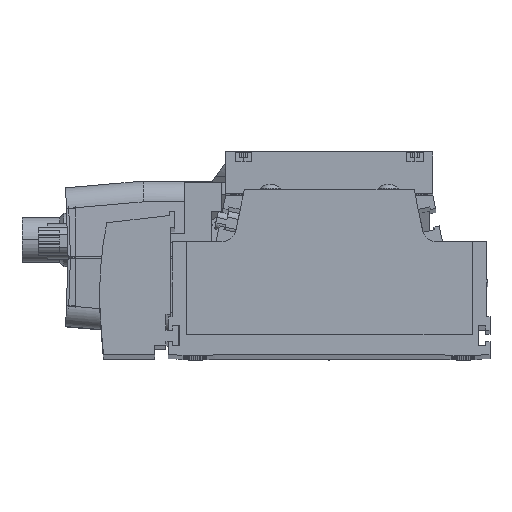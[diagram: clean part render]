
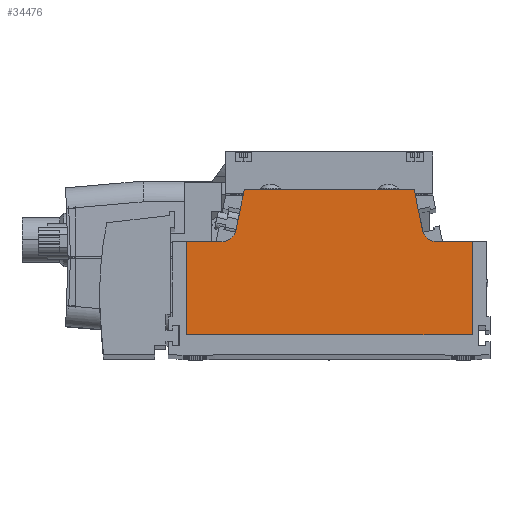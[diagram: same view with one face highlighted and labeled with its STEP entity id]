
A CAD part, top view. The second image highlights one B-rep face of the part: STEP entity #34476.
In plain terms, the highlighted planar face has unit normal (0, 0, 1).
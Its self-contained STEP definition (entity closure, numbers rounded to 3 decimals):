
#1183 = ORIENTED_EDGE ( 'NONE', *, *, #24440, .F. ) ;
#1338 = DIRECTION ( 'NONE',  ( 0., 0., -1. ) ) ;
#1549 = CARTESIAN_POINT ( 'NONE',  ( -40., 3., 722.5 ) ) ;
#1645 = CARTESIAN_POINT ( 'NONE',  ( -23.784, 17.45, 722.5 ) ) ;
#2525 = VERTEX_POINT ( 'NONE', #20241 ) ;
#2834 = DIRECTION ( 'NONE',  ( -1., 0., 0. ) ) ;
#3130 = DIRECTION ( 'NONE',  ( 0., 0., -1. ) ) ;
#3275 = DIRECTION ( 'NONE',  ( -1., 0., 0. ) ) ;
#3943 = DIRECTION ( 'NONE',  ( -1., 0., 0. ) ) ;
#3957 = DIRECTION ( 'NONE',  ( 0.204, 0.979, 0. ) ) ;
#3988 = CARTESIAN_POINT ( 'NONE',  ( 40., -23.13, 722.5 ) ) ;
#4243 = VERTEX_POINT ( 'NONE', #4754 ) ;
#4376 = VECTOR ( 'NONE', #16577, 1000. ) ;
#4754 = CARTESIAN_POINT ( 'NONE',  ( -40., 3., 722.5 ) ) ;
#5414 = EDGE_CURVE ( 'NONE', #16420, #4243, #33900, .T. ) ;
#5616 = CARTESIAN_POINT ( 'NONE',  ( -40., 84.488, 722.5 ) ) ;
#5843 = AXIS2_PLACEMENT_3D ( 'NONE', #27746, #3130, #25045 ) ;
#5857 = LINE ( 'NONE', #25093, #22397 ) ;
#5921 = EDGE_CURVE ( 'NONE', #2525, #6063, #20673, .T. ) ;
#5950 = LINE ( 'NONE', #5616, #4376 ) ;
#6063 = VERTEX_POINT ( 'NONE', #29848 ) ;
#7010 = DIRECTION ( 'NONE',  ( 1., 0., 0. ) ) ;
#8105 = EDGE_LOOP ( 'NONE', ( #1183, #26336, #22941, #18854, #14177, #34825, #19813, #17371, #33704, #12341 ) ) ;
#8953 = VECTOR ( 'NONE', #27679, 1000. ) ;
#10964 = EDGE_CURVE ( 'NONE', #22604, #24716, #22456, .T. ) ;
#11255 = EDGE_CURVE ( 'NONE', #15013, #16420, #15630, .T. ) ;
#11639 = PLANE ( 'NONE',  #31881 ) ;
#12307 = DIRECTION ( 'NONE',  ( -1., 0., 0. ) ) ;
#12341 = ORIENTED_EDGE ( 'NONE', *, *, #30058, .F. ) ;
#12620 = CARTESIAN_POINT ( 'NONE',  ( 40., 3., 722.5 ) ) ;
#13927 = EDGE_CURVE ( 'NONE', #6063, #24716, #17060, .T. ) ;
#13987 = CARTESIAN_POINT ( 'NONE',  ( -40., 84.488, 722.5 ) ) ;
#14177 = ORIENTED_EDGE ( 'NONE', *, *, #5921, .F. ) ;
#14500 = LINE ( 'NONE', #22394, #26205 ) ;
#14904 = LINE ( 'NONE', #31452, #28972 ) ;
#15013 = VERTEX_POINT ( 'NONE', #26667 ) ;
#15440 = EDGE_CURVE ( 'NONE', #15013, #2525, #20471, .T. ) ;
#15556 = DIRECTION ( 'NONE',  ( -1., 0., 0. ) ) ;
#15630 = CIRCLE ( 'NONE', #32846, 4. ) ;
#16420 = VERTEX_POINT ( 'NONE', #25207 ) ;
#16577 = DIRECTION ( 'NONE',  ( 0., -1., 0. ) ) ;
#16911 = DIRECTION ( 'NONE',  ( 0., 0., -1. ) ) ;
#17060 = LINE ( 'NONE', #28205, #8953 ) ;
#17371 = ORIENTED_EDGE ( 'NONE', *, *, #5414, .T. ) ;
#17734 = VECTOR ( 'NONE', #15556, 1000. ) ;
#18476 = CARTESIAN_POINT ( 'NONE',  ( -26.797, 3., 722.5 ) ) ;
#18854 = ORIENTED_EDGE ( 'NONE', *, *, #13927, .F. ) ;
#19373 = FACE_OUTER_BOUND ( 'NONE', #8105, .T. ) ;
#19694 = DIRECTION ( 'NONE',  ( 0., -1., 0. ) ) ;
#19813 = ORIENTED_EDGE ( 'NONE', *, *, #11255, .T. ) ;
#20241 = CARTESIAN_POINT ( 'NONE',  ( -23.784, 17.45, 722.5 ) ) ;
#20471 = LINE ( 'NONE', #18476, #23347 ) ;
#20673 = LINE ( 'NONE', #1645, #32144 ) ;
#22388 = CARTESIAN_POINT ( 'NONE',  ( -40., -23.13, 722.5 ) ) ;
#22394 = CARTESIAN_POINT ( 'NONE',  ( 40., 84.488, 722.5 ) ) ;
#22397 = VECTOR ( 'NONE', #2834, 1000. ) ;
#22456 = CIRCLE ( 'NONE', #5843, 4. ) ;
#22604 = VERTEX_POINT ( 'NONE', #25189 ) ;
#22941 = ORIENTED_EDGE ( 'NONE', *, *, #10964, .T. ) ;
#23028 = EDGE_CURVE ( 'NONE', #23752, #22604, #14904, .T. ) ;
#23347 = VECTOR ( 'NONE', #3957, 1000. ) ;
#23752 = VERTEX_POINT ( 'NONE', #12620 ) ;
#24440 = EDGE_CURVE ( 'NONE', #23752, #30426, #14500, .T. ) ;
#24716 = VERTEX_POINT ( 'NONE', #33812 ) ;
#25045 = DIRECTION ( 'NONE',  ( -1., 0., 0. ) ) ;
#25093 = CARTESIAN_POINT ( 'NONE',  ( -40., -23.13, 722.5 ) ) ;
#25189 = CARTESIAN_POINT ( 'NONE',  ( 30.049, 3., 722.5 ) ) ;
#25207 = CARTESIAN_POINT ( 'NONE',  ( -30.049, 3., 722.5 ) ) ;
#25699 = EDGE_CURVE ( 'NONE', #4243, #31545, #5950, .T. ) ;
#26205 = VECTOR ( 'NONE', #19694, 1000. ) ;
#26336 = ORIENTED_EDGE ( 'NONE', *, *, #23028, .T. ) ;
#26667 = CARTESIAN_POINT ( 'NONE',  ( -26.133, 6.184, 722.5 ) ) ;
#27679 = DIRECTION ( 'NONE',  ( 0.204, -0.979, 0. ) ) ;
#27746 = CARTESIAN_POINT ( 'NONE',  ( 30.049, 7., 722.5 ) ) ;
#28205 = CARTESIAN_POINT ( 'NONE',  ( 23.784, 17.45, 722.5 ) ) ;
#28972 = VECTOR ( 'NONE', #3943, 1000. ) ;
#29848 = CARTESIAN_POINT ( 'NONE',  ( 23.784, 17.45, 722.5 ) ) ;
#30058 = EDGE_CURVE ( 'NONE', #30426, #31545, #5857, .T. ) ;
#30426 = VERTEX_POINT ( 'NONE', #3988 ) ;
#31452 = CARTESIAN_POINT ( 'NONE',  ( -40., 3., 722.5 ) ) ;
#31545 = VERTEX_POINT ( 'NONE', #22388 ) ;
#31881 = AXIS2_PLACEMENT_3D ( 'NONE', #13987, #1338, #12307 ) ;
#32144 = VECTOR ( 'NONE', #7010, 1000. ) ;
#32846 = AXIS2_PLACEMENT_3D ( 'NONE', #33293, #16911, #3275 ) ;
#33293 = CARTESIAN_POINT ( 'NONE',  ( -30.049, 7., 722.5 ) ) ;
#33704 = ORIENTED_EDGE ( 'NONE', *, *, #25699, .T. ) ;
#33812 = CARTESIAN_POINT ( 'NONE',  ( 26.133, 6.184, 722.5 ) ) ;
#33900 = LINE ( 'NONE', #1549, #17734 ) ;
#34476 = ADVANCED_FACE ( 'NONE', ( #19373 ), #11639, .F. ) ;
#34825 = ORIENTED_EDGE ( 'NONE', *, *, #15440, .F. ) ;
